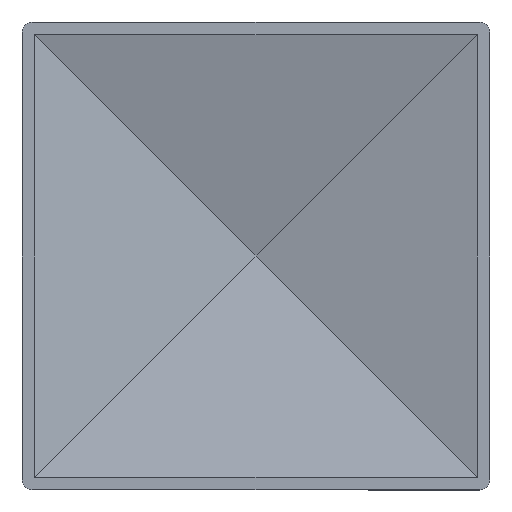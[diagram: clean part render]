
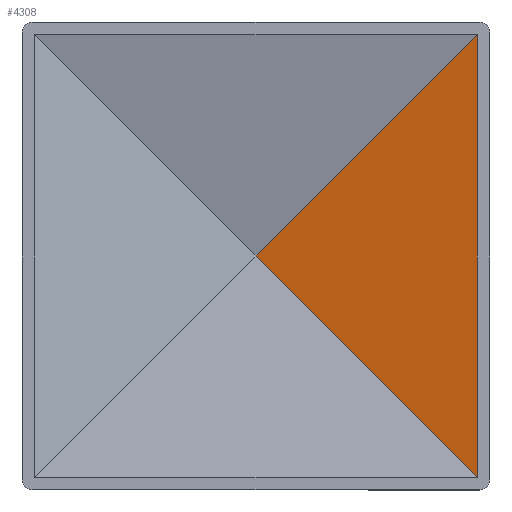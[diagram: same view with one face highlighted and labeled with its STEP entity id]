
A CAD part, front view. The second image highlights one B-rep face of the part: STEP entity #4308.
In plain terms, the highlighted planar face has unit normal (-0.25, -0.968, 0).
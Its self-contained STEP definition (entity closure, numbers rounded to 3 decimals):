
#220 = EDGE_CURVE ( 'NONE', #5380, #12763, #11876, .T. ) ;
#473 = CARTESIAN_POINT ( 'NONE',  ( 3.433, 13.304, -32.5 ) ) ;
#1574 = AXIS2_PLACEMENT_3D ( 'NONE', #473, #8149, #14431 ) ;
#1901 = CARTESIAN_POINT ( 'NONE',  ( -13.954, 17.791, -13.954 ) ) ;
#2607 = CARTESIAN_POINT ( 'NONE',  ( 30.7, 6.268, -32.5 ) ) ;
#2721 = DIRECTION ( 'NONE',  ( 0., 0., 1. ) ) ;
#3119 = ORIENTED_EDGE ( 'NONE', *, *, #14644, .T. ) ;
#3168 = ORIENTED_EDGE ( 'NONE', *, *, #220, .T. ) ;
#4308 = ADVANCED_FACE ( 'NONE', ( #5901 ), #14117, .T. ) ;
#4899 = DIRECTION ( 'NONE',  ( 0.696, -0.18, -0.696 ) ) ;
#5312 = VECTOR ( 'NONE', #9329, 1000. ) ;
#5345 = CARTESIAN_POINT ( 'NONE',  ( 30.7, 6.268, 30.7 ) ) ;
#5380 = VERTEX_POINT ( 'NONE', #10938 ) ;
#5901 = FACE_OUTER_BOUND ( 'NONE', #8170, .T. ) ;
#6332 = CARTESIAN_POINT ( 'NONE',  ( 30.7, 6.268, -30.7 ) ) ;
#6701 = VECTOR ( 'NONE', #4899, 1000. ) ;
#6751 = ORIENTED_EDGE ( 'NONE', *, *, #11575, .F. ) ;
#7559 = VERTEX_POINT ( 'NONE', #5345 ) ;
#8149 = DIRECTION ( 'NONE',  ( -0.25, -0.968, 0. ) ) ;
#8170 = EDGE_LOOP ( 'NONE', ( #3168, #3119, #6751 ) ) ;
#8725 = LINE ( 'NONE', #1901, #5312 ) ;
#9329 = DIRECTION ( 'NONE',  ( 0.696, -0.18, 0.696 ) ) ;
#10938 = CARTESIAN_POINT ( 'NONE',  ( 0., 14.19, 0. ) ) ;
#11575 = EDGE_CURVE ( 'NONE', #5380, #7559, #8725, .T. ) ;
#11876 = LINE ( 'NONE', #13193, #6701 ) ;
#12260 = LINE ( 'NONE', #2607, #12670 ) ;
#12670 = VECTOR ( 'NONE', #2721, 1000. ) ;
#12763 = VERTEX_POINT ( 'NONE', #6332 ) ;
#13193 = CARTESIAN_POINT ( 'NONE',  ( 17.498, 9.674, -17.498 ) ) ;
#14117 = PLANE ( 'NONE',  #1574 ) ;
#14431 = DIRECTION ( 'NONE',  ( 0.968, -0.25, 0. ) ) ;
#14644 = EDGE_CURVE ( 'NONE', #12763, #7559, #12260, .T. ) ;
